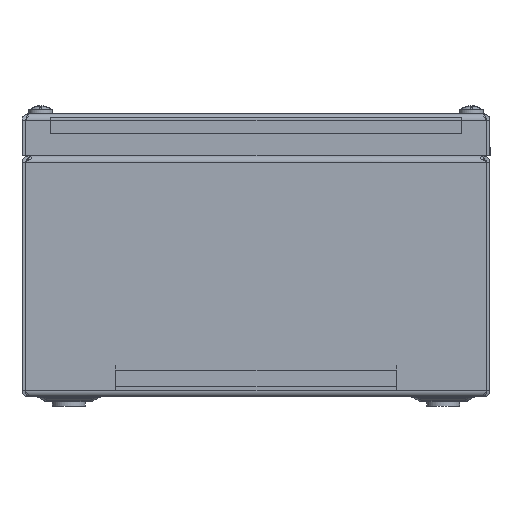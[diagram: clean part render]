
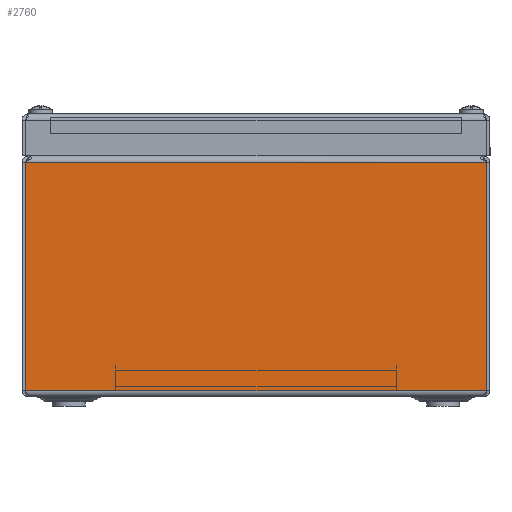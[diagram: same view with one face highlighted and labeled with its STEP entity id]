
A CAD part, left-side view. The second image highlights one B-rep face of the part: STEP entity #2760.
In plain terms, the highlighted planar face has unit normal (-1, 0, 0).
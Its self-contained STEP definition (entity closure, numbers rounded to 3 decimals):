
#416 = VECTOR ( 'NONE', #9809, 1000. ) ;
#468 = LINE ( 'NONE', #9893, #416 ) ;
#2659 = ORIENTED_EDGE ( 'NONE', *, *, #12570, .T. ) ;
#2692 = ORIENTED_EDGE ( 'NONE', *, *, #5664, .F. ) ;
#2760 = ADVANCED_FACE ( 'NONE', ( #12770 ), #8983, .F. ) ;
#2879 = ORIENTED_EDGE ( 'NONE', *, *, #12544, .F. ) ;
#2882 = ORIENTED_EDGE ( 'NONE', *, *, #12811, .F. ) ;
#3524 = VERTEX_POINT ( 'NONE', #8778 ) ;
#5086 = CARTESIAN_POINT ( 'NONE',  ( -300., -98.493, 2.75 ) ) ;
#5446 = DIRECTION ( 'NONE',  ( 0., 0., -1. ) ) ;
#5569 = CARTESIAN_POINT ( 'NONE',  ( -300., -98.493, 103. ) ) ;
#5664 = EDGE_CURVE ( 'NONE', #3524, #14472, #468, .T. ) ;
#6523 = VECTOR ( 'NONE', #5446, 1000. ) ;
#6939 = LINE ( 'NONE', #5569, #6523 ) ;
#7427 = CARTESIAN_POINT ( 'NONE',  ( -300., 98.493, 100.25 ) ) ;
#8641 = DIRECTION ( 'NONE',  ( 0., 1., 0. ) ) ;
#8778 = CARTESIAN_POINT ( 'NONE',  ( -300., 98.493, 2.75 ) ) ;
#8780 = DIRECTION ( 'NONE',  ( 0., 1., 0. ) ) ;
#8800 = DIRECTION ( 'NONE',  ( 1., 0., 0. ) ) ;
#8983 = PLANE ( 'NONE',  #10806 ) ;
#9166 = CARTESIAN_POINT ( 'NONE',  ( -300., -98.493, 100.25 ) ) ;
#9255 = VECTOR ( 'NONE', #8780, 1000. ) ;
#9277 = CARTESIAN_POINT ( 'NONE',  ( -300., -3100., 2.75 ) ) ;
#9329 = LINE ( 'NONE', #9166, #9255 ) ;
#9516 = VERTEX_POINT ( 'NONE', #5086 ) ;
#9551 = DIRECTION ( 'NONE',  ( 0., 1., 0. ) ) ;
#9672 = LINE ( 'NONE', #9277, #9728 ) ;
#9728 = VECTOR ( 'NONE', #9551, 1000. ) ;
#9809 = DIRECTION ( 'NONE',  ( 0., 0., 1. ) ) ;
#9893 = CARTESIAN_POINT ( 'NONE',  ( -300., 98.493, 103. ) ) ;
#10806 = AXIS2_PLACEMENT_3D ( 'NONE', #11171, #8800, #8641 ) ;
#11171 = CARTESIAN_POINT ( 'NONE',  ( -300., -3100., 103. ) ) ;
#11222 = CARTESIAN_POINT ( 'NONE',  ( -300., -98.493, 100.25 ) ) ;
#12544 = EDGE_CURVE ( 'NONE', #9516, #3524, #9672, .T. ) ;
#12570 = EDGE_CURVE ( 'NONE', #14007, #14472, #9329, .T. ) ;
#12770 = FACE_OUTER_BOUND ( 'NONE', #15706, .T. ) ;
#12811 = EDGE_CURVE ( 'NONE', #14007, #9516, #6939, .T. ) ;
#14007 = VERTEX_POINT ( 'NONE', #11222 ) ;
#14472 = VERTEX_POINT ( 'NONE', #7427 ) ;
#15706 = EDGE_LOOP ( 'NONE', ( #2659, #2692, #2879, #2882 ) ) ;
